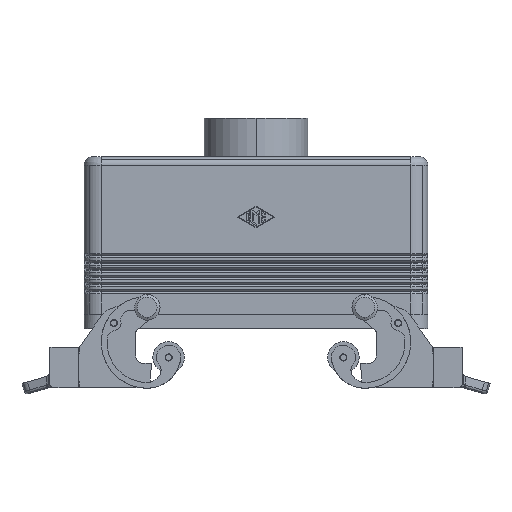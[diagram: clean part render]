
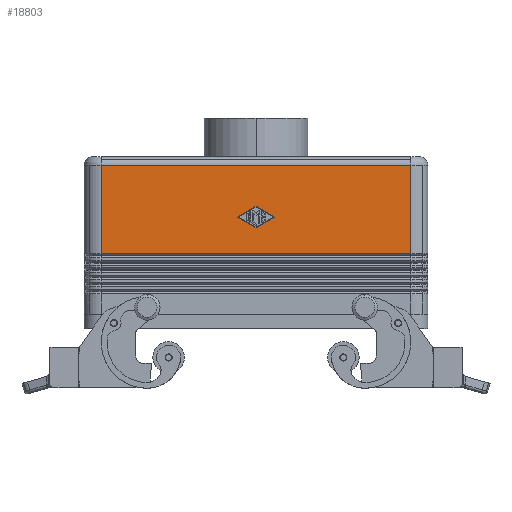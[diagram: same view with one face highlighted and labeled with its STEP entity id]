
A CAD part, front view. The second image highlights one B-rep face of the part: STEP entity #18803.
In plain terms, the highlighted planar face has unit normal (0, -1, 0).
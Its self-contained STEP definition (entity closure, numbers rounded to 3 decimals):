
#2668=CARTESIAN_POINT('',(-54.,-21.5,26.25));
#2669=VERTEX_POINT('',#2668);
#2677=CARTESIAN_POINT('',(-54.,-21.5,57.));
#2678=VERTEX_POINT('',#2677);
#2679=CARTESIAN_POINT('',(-54.,-21.5,26.25));
#2680=DIRECTION('',(0.0,0.0,1.0));
#2681=VECTOR('',#2680,30.75);
#2682=LINE('',#2679,#2681);
#2683=EDGE_CURVE('',#2669,#2678,#2682,.T.);
#5781=CARTESIAN_POINT('',(54.,-21.5,57.));
#5782=VERTEX_POINT('',#5781);
#5790=CARTESIAN_POINT('',(54.0,-21.5,26.25));
#5791=VERTEX_POINT('',#5790);
#5792=CARTESIAN_POINT('',(54.,-21.5,57.));
#5793=DIRECTION('',(0.0,0.0,-1.0));
#5794=VECTOR('',#5793,30.75);
#5795=LINE('',#5792,#5794);
#5796=EDGE_CURVE('',#5782,#5791,#5795,.T.);
#5984=CARTESIAN_POINT('',(-54.,-21.5,57.));
#5985=DIRECTION('',(1.0,0.0,0.0));
#5986=VECTOR('',#5985,108.);
#5987=LINE('',#5984,#5986);
#5988=EDGE_CURVE('',#2678,#5782,#5987,.T.);
#18753=CARTESIAN_POINT('',(0.,-21.5,30.));
#18754=DIRECTION('',(0.0,1.0,0.0));
#18755=DIRECTION('',(0.0,0.0,1.0));
#18756=AXIS2_PLACEMENT_3D('',#18753,#18754,#18755);
#18757=PLANE('',#18756);
#18758=ORIENTED_EDGE('',*,*,#5988,.F.);
#18759=ORIENTED_EDGE('',*,*,#2683,.F.);
#18760=CARTESIAN_POINT('',(54.0,-21.5,26.25));
#18761=DIRECTION('',(-1.0,0.0,0.0));
#18762=VECTOR('',#18761,108.);
#18763=LINE('',#18760,#18762);
#18764=EDGE_CURVE('',#5791,#2669,#18763,.T.);
#18765=ORIENTED_EDGE('',*,*,#18764,.F.);
#18766=ORIENTED_EDGE('',*,*,#5796,.F.);
#18767=EDGE_LOOP('',(#18758,#18759,#18765,#18766));
#18768=FACE_OUTER_BOUND('',#18767,.T.);
#18769=CARTESIAN_POINT('',(0.,-21.5,35.251));
#18770=VERTEX_POINT('',#18769);
#18771=CARTESIAN_POINT('',(-6.5,-21.5,39.0));
#18772=VERTEX_POINT('',#18771);
#18773=CARTESIAN_POINT('',(0.,-21.5,35.251));
#18774=DIRECTION('',(-0.866,0.0,0.5));
#18775=VECTOR('',#18774,7.504);
#18776=LINE('',#18773,#18775);
#18777=EDGE_CURVE('',#18770,#18772,#18776,.T.);
#18778=ORIENTED_EDGE('',*,*,#18777,.T.);
#18779=CARTESIAN_POINT('',(0.,-21.5,42.749));
#18780=VERTEX_POINT('',#18779);
#18781=CARTESIAN_POINT('',(-6.5,-21.5,39.0));
#18782=DIRECTION('',(0.866,0.0,0.5));
#18783=VECTOR('',#18782,7.504);
#18784=LINE('',#18781,#18783);
#18785=EDGE_CURVE('',#18772,#18780,#18784,.T.);
#18786=ORIENTED_EDGE('',*,*,#18785,.T.);
#18787=CARTESIAN_POINT('',(6.5,-21.5,39.0));
#18788=VERTEX_POINT('',#18787);
#18789=CARTESIAN_POINT('',(0.,-21.5,42.749));
#18790=DIRECTION('',(0.866,0.0,-0.5));
#18791=VECTOR('',#18790,7.504);
#18792=LINE('',#18789,#18791);
#18793=EDGE_CURVE('',#18780,#18788,#18792,.T.);
#18794=ORIENTED_EDGE('',*,*,#18793,.T.);
#18795=CARTESIAN_POINT('',(6.5,-21.5,39.0));
#18796=DIRECTION('',(-0.866,0.0,-0.5));
#18797=VECTOR('',#18796,7.504);
#18798=LINE('',#18795,#18797);
#18799=EDGE_CURVE('',#18788,#18770,#18798,.T.);
#18800=ORIENTED_EDGE('',*,*,#18799,.T.);
#18801=EDGE_LOOP('',(#18778,#18786,#18794,#18800));
#18802=FACE_BOUND('',#18801,.T.);
#18803=ADVANCED_FACE('',(#18768,#18802),#18757,.F.);
